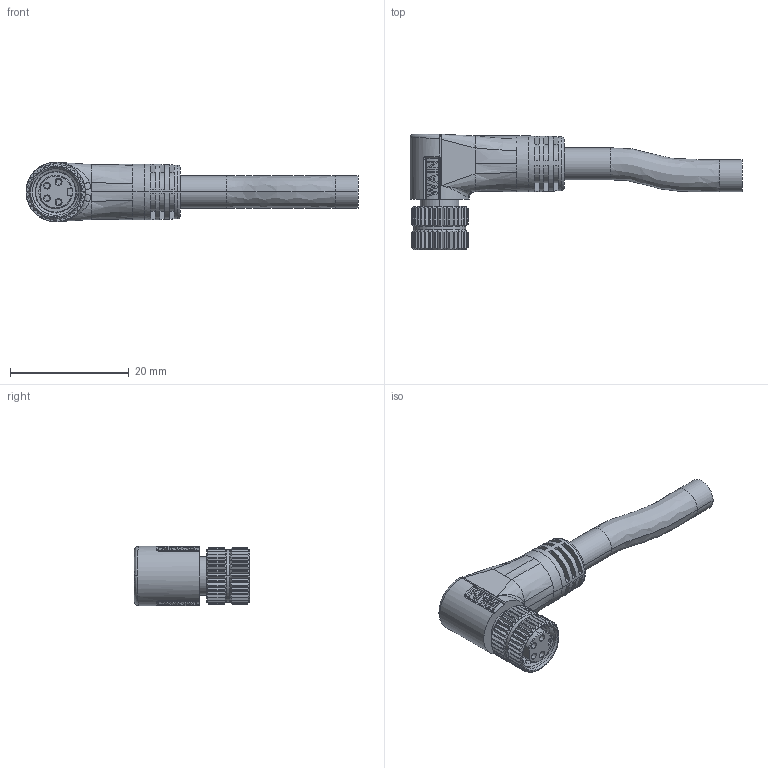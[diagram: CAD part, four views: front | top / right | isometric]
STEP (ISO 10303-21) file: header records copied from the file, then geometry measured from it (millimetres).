
FILE_DESCRIPTION((''),'2;1');
FILE_NAME('M8-FC04-S_SW0001','2024-03-15T',('13288'),(''),'PRO/ENGINEER BY PARAMETRIC TECHNOLOGY CORPORATION, 2012480','PRO/ENGINEER BY PARAMETRIC TECHNOLOGY CORPORATION, 2012480','');
FILE_SCHEMA(('CONFIG_CONTROL_DESIGN'));
Length unit declared in the file: inch
Products named in the file (1): M8-FC04-S_SW0001
Bounding box: 56 x 19.5 x 10 mm (x, y, z)
Volume: 3061.9 mm3; surface area: 2614.6 mm2
Topology: 1 solids, 1 shells, 558 faces, 1494 edges, 982 vertices
Faces by surface type: plane 312, cylinder 146, bspline 50, cone 32, torus 18
Entity records: 22834 total; most frequent: CARTESIAN_POINT 10068, ORIENTED_EDGE 2988, DIRECTION 2129, EDGE_CURVE 1494, VERTEX_POINT 982, AXIS2_PLACEMENT_3D 791, B_SPLINE_CURVE_WITH_KNOTS 664, EDGE_LOOP 602
